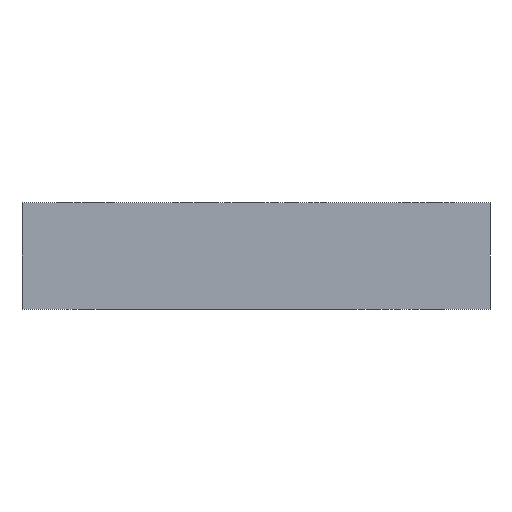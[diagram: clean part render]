
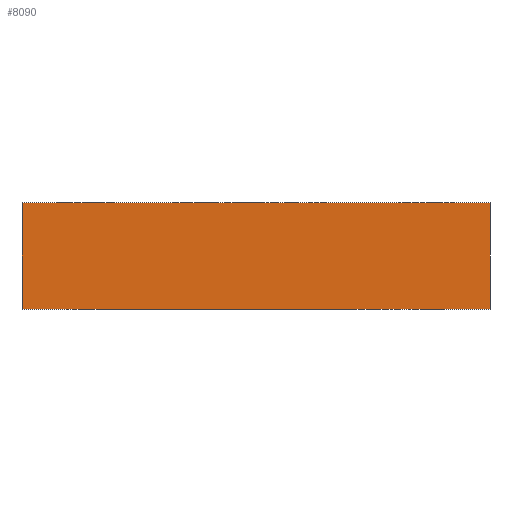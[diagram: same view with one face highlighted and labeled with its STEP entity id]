
A CAD part, left-side view. The second image highlights one B-rep face of the part: STEP entity #8090.
In plain terms, the highlighted planar face has unit normal (-1, 0, 0).
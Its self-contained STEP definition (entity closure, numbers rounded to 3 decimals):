
#546=PLANE('',#8566);
#955=FACE_OUTER_BOUND('',#1411,.T.);
#1411=EDGE_LOOP('',(#7210,#7211,#7212,#7213));
#1810=LINE('',#12287,#2616);
#2244=LINE('',#13612,#3050);
#2245=LINE('',#13614,#3051);
#2246=LINE('',#13615,#3052);
#2616=VECTOR('',#9154,10.);
#3050=VECTOR('',#10286,10.);
#3051=VECTOR('',#10287,10.);
#3052=VECTOR('',#10288,10.);
#3558=VERTEX_POINT('',#12280);
#3561=VERTEX_POINT('',#12285);
#3975=VERTEX_POINT('',#13611);
#3976=VERTEX_POINT('',#13613);
#4489=EDGE_CURVE('',#3558,#3561,#1810,.T.);
#5073=EDGE_CURVE('',#3975,#3558,#2244,.T.);
#5074=EDGE_CURVE('',#3976,#3561,#2245,.T.);
#5075=EDGE_CURVE('',#3975,#3976,#2246,.T.);
#7210=ORIENTED_EDGE('',*,*,#5073,.T.);
#7211=ORIENTED_EDGE('',*,*,#4489,.T.);
#7212=ORIENTED_EDGE('',*,*,#5074,.F.);
#7213=ORIENTED_EDGE('',*,*,#5075,.F.);
#8090=ADVANCED_FACE('',(#955),#546,.T.);
#8566=AXIS2_PLACEMENT_3D('',#13610,#10284,#10285);
#9154=DIRECTION('',(0.,0.,1.));
#10284=DIRECTION('center_axis',(-1.,0.,0.));
#10285=DIRECTION('ref_axis',(0.,-1.,0.));
#10286=DIRECTION('',(0.,-1.,0.));
#10287=DIRECTION('',(0.,-1.,0.));
#10288=DIRECTION('',(0.,0.,1.));
#12280=CARTESIAN_POINT('',(0.,0.,0.));
#12285=CARTESIAN_POINT('',(0.,0.,31.75));
#12287=CARTESIAN_POINT('',(0.,0.,0.));
#13610=CARTESIAN_POINT('Origin',(0.,139.7,0.));
#13611=CARTESIAN_POINT('',(0.,139.7,0.));
#13612=CARTESIAN_POINT('',(0.,139.7,0.));
#13613=CARTESIAN_POINT('',(0.,139.7,31.75));
#13614=CARTESIAN_POINT('',(0.,139.7,31.75));
#13615=CARTESIAN_POINT('',(0.,139.7,0.));
